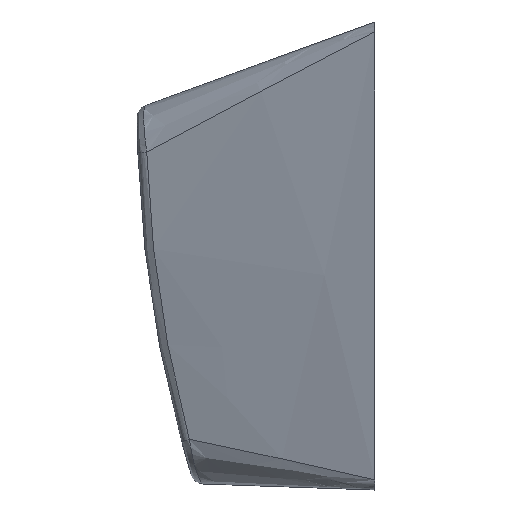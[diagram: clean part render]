
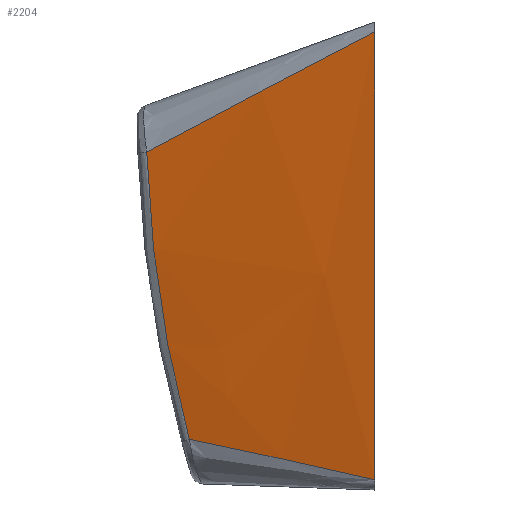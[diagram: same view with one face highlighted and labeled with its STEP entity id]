
A CAD part, left-side view. The second image highlights one B-rep face of the part: STEP entity #2204.
In plain terms, the highlighted free-form (B-spline) face has degree [3, 1] with [12, 2] control points.
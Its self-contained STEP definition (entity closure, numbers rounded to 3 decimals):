
#1 = CARTESIAN_POINT ( 'NONE',  ( -7.421, 3.884, -7.784 ) ) ;
#9 = CARTESIAN_POINT ( 'NONE',  ( -6.088, 8.824, 4.013 ) ) ;
#136 = CARTESIAN_POINT ( 'NONE',  ( -9.05, 0., -8.655 ) ) ;
#156 = CARTESIAN_POINT ( 'NONE',  ( -6.966, 6.262, 5.383 ) ) ;
#163 = CARTESIAN_POINT ( 'NONE',  ( -7.513, 3.661, -7.833 ) ) ;
#216 = VERTEX_POINT ( 'NONE', #3861 ) ;
#235 = CARTESIAN_POINT ( 'NONE',  ( -5.962, 7.205, -8.798 ) ) ;
#246 = EDGE_CURVE ( 'NONE', #1919, #216, #1819, .T. ) ;
#271 = LINE ( 'NONE', #312, #1756 ) ;
#276 = CARTESIAN_POINT ( 'NONE',  ( -7.55, 4.6, 7.376 ) ) ;
#312 = CARTESIAN_POINT ( 'NONE',  ( -9.05, 0., 9.05 ) ) ;
#344 = CARTESIAN_POINT ( 'NONE',  ( -7.39, 3.961, -7.767 ) ) ;
#345 = CARTESIAN_POINT ( 'NONE',  ( -6.152, 8.639, 4.113 ) ) ;
#423 = CARTESIAN_POINT ( 'NONE',  ( -7.09, 5.896, 5.577 ) ) ;
#454 = CARTESIAN_POINT ( 'NONE',  ( -7.782, 3.012, -7.975 ) ) ;
#507 = CARTESIAN_POINT ( 'NONE',  ( -8.229, 1.943, -8.213 ) ) ;
#606 = CARTESIAN_POINT ( 'NONE',  ( -5.166, 9.063, -8.734 ) ) ;
#627 = B_SPLINE_CURVE_WITH_KNOTS ( 'NONE', 3,
 ( #2830, #3175, #3851, #677, #2078, #3504, #3154, #344, #1, #1414, #163, #3631, #454, #1518, #1888, #1574, #2641, #507, #4363, #4338, #2556, #856, #136 ),
 .UNSPECIFIED., .F., .F.,
 ( 4, 2, 2, 2, 2, 2, 2, 2, 1, 2, 2, 4 ),
 ( 0.045, 0.284, 0.403, 0.463, 0.493, 0.523, 0.642, 0.702, 0.732, 0.746, 0.761, 1. ),
 .UNSPECIFIED. ) ;
#677 = CARTESIAN_POINT ( 'NONE',  ( -6.923, 5.1, -7.522 ) ) ;
#824 = CARTESIAN_POINT ( 'NONE',  ( -9.05, 0., 8.668 ) ) ;
#856 = CARTESIAN_POINT ( 'NONE',  ( -8.758, 0.686, -8.497 ) ) ;
#875 = CARTESIAN_POINT ( 'NONE',  ( -6.623, 7.271, 4.846 ) ) ;
#908 = B_SPLINE_CURVE_WITH_KNOTS ( 'NONE', 3,
 ( #824, #2989, #2175, #1912, #3331, #423, #156, #3929, #1834, #3254, #1218, #3704, #875, #2286, #2634, #4055, #2496, #1733, #2851, #2457, #345, #4278, #3155 ),
 .UNSPECIFIED., .F., .F.,
 ( 4, 2, 2, 2, 2, 2, 1, 2, 2, 2, 2, 4 ),
 ( 0., 0.481, 0.602, 0.722, 0.737, 0.752, 0.782, 0.842, 0.872, 0.902, 0.932, 0.963 ),
 .UNSPECIFIED. ) ;
#909 = CARTESIAN_POINT ( 'NONE',  ( -8.808, 0.742, 8.78 ) ) ;
#934 = FACE_OUTER_BOUND ( 'NONE', #2394, .T. ) ;
#955 = CARTESIAN_POINT ( 'NONE',  ( -5.471, 8.352, -8.758 ) ) ;
#1004 = CARTESIAN_POINT ( 'NONE',  ( -9.05, 0., -8.655 ) ) ;
#1150 = ORIENTED_EDGE ( 'NONE', *, *, #2017, .T. ) ;
#1218 = CARTESIAN_POINT ( 'NONE',  ( -6.766, 6.849, 5.07 ) ) ;
#1304 = CARTESIAN_POINT ( 'NONE',  ( -9.05, 0., 9.05 ) ) ;
#1345 = ORIENTED_EDGE ( 'NONE', *, *, #2401, .T. ) ;
#1414 = CARTESIAN_POINT ( 'NONE',  ( -7.485, 3.73, -7.818 ) ) ;
#1518 = CARTESIAN_POINT ( 'NONE',  ( -7.97, 2.561, -8.075 ) ) ;
#1574 = CARTESIAN_POINT ( 'NONE',  ( -8.131, 2.177, -8.161 ) ) ;
#1646 = CARTESIAN_POINT ( 'NONE',  ( -5.968, 9.451, 5.61 ) ) ;
#1666 = CARTESIAN_POINT ( 'NONE',  ( -4.979, 9.499, -8.718 ) ) ;
#1688 = CARTESIAN_POINT ( 'NONE',  ( -6.813, 5.221, -8.868 ) ) ;
#1703 = CARTESIAN_POINT ( 'NONE',  ( -5.994, 7.666, -5.278 ) ) ;
#1722 = DIRECTION ( 'NONE',  ( 0., 0., 1. ) ) ;
#1733 = CARTESIAN_POINT ( 'NONE',  ( -6.313, 8.173, 4.363 ) ) ;
#1741 = CARTESIAN_POINT ( 'NONE',  ( -5.961, 8.049, -3.443 ) ) ;
#1756 = VECTOR ( 'NONE', #1722, 1000. ) ;
#1819 = B_SPLINE_CURVE_WITH_KNOTS ( 'NONE', 3,
 ( #9, #2402, #2839, #1741, #1703, #3126 ),
 .UNSPECIFIED., .F., .F.,
 ( 4, 2, 4 ),
 ( 0., 0.006, 0.011 ),
 .UNSPECIFIED. ) ;
#1834 = CARTESIAN_POINT ( 'NONE',  ( -6.812, 6.715, 5.142 ) ) ;
#1865 = VERTEX_POINT ( 'NONE', #1004 ) ;
#1888 = CARTESIAN_POINT ( 'NONE',  ( -8.034, 2.409, -8.109 ) ) ;
#1912 = CARTESIAN_POINT ( 'NONE',  ( -7.462, 4.79, 6.162 ) ) ;
#1919 = VERTEX_POINT ( 'NONE', #2493 ) ;
#1969 = CARTESIAN_POINT ( 'NONE',  ( -6.787, 6.939, 6.524 ) ) ;
#2011 = CARTESIAN_POINT ( 'NONE',  ( -5.776, 7.64, -8.783 ) ) ;
#2017 = EDGE_CURVE ( 'NONE', #216, #1865, #627, .T. ) ;
#2030 = CARTESIAN_POINT ( 'NONE',  ( -8.791, 0.604, -9.029 ) ) ;
#2078 = CARTESIAN_POINT ( 'NONE',  ( -7.046, 4.799, -7.587 ) ) ;
#2175 = CARTESIAN_POINT ( 'NONE',  ( -8.095, 2.901, 7.158 ) ) ;
#2204 = ADVANCED_FACE ( 'NONE', ( #934 ), #4163, .F. ) ;
#2286 = CARTESIAN_POINT ( 'NONE',  ( -6.528, 7.546, 4.699 ) ) ;
#2341 = CARTESIAN_POINT ( 'NONE',  ( -8.287, 1.779, -8.988 ) ) ;
#2346 = VERTEX_POINT ( 'NONE', #3888 ) ;
#2382 = CARTESIAN_POINT ( 'NONE',  ( -9.05, 0., -9.05 ) ) ;
#2394 = EDGE_LOOP ( 'NONE', ( #1345, #4402, #1150, #3784 ) ) ;
#2401 = EDGE_CURVE ( 'NONE', #2346, #1919, #908, .T. ) ;
#2402 = CARTESIAN_POINT ( 'NONE',  ( -6.018, 8.764, 2.138 ) ) ;
#2457 = CARTESIAN_POINT ( 'NONE',  ( -6.218, 8.448, 4.215 ) ) ;
#2493 = CARTESIAN_POINT ( 'NONE',  ( -6.088, 8.824, 4.013 ) ) ;
#2496 = CARTESIAN_POINT ( 'NONE',  ( -6.343, 8.086, 4.41 ) ) ;
#2556 = CARTESIAN_POINT ( 'NONE',  ( -8.507, 1.281, -8.362 ) ) ;
#2634 = CARTESIAN_POINT ( 'NONE',  ( -6.435, 7.818, 4.553 ) ) ;
#2641 = CARTESIAN_POINT ( 'NONE',  ( -8.179, 2.061, -8.187 ) ) ;
#2763 = CARTESIAN_POINT ( 'NONE',  ( -5.607, 10.56, 5.207 ) ) ;
#2830 = CARTESIAN_POINT ( 'NONE',  ( -6.084, 7.179, -7.089 ) ) ;
#2839 = CARTESIAN_POINT ( 'NONE',  ( -5.973, 8.599, 0.272 ) ) ;
#2851 = CARTESIAN_POINT ( 'NONE',  ( -6.251, 8.355, 4.265 ) ) ;
#2989 = CARTESIAN_POINT ( 'NONE',  ( -8.589, 1.406, 7.938 ) ) ;
#3089 = CARTESIAN_POINT ( 'NONE',  ( -5.245, 11.668, 4.803 ) ) ;
#3112 = CARTESIAN_POINT ( 'NONE',  ( -5.818, 9.912, 5.442 ) ) ;
#3126 = CARTESIAN_POINT ( 'NONE',  ( -6.084, 7.179, -7.089 ) ) ;
#3154 = CARTESIAN_POINT ( 'NONE',  ( -7.295, 4.191, -7.718 ) ) ;
#3155 = CARTESIAN_POINT ( 'NONE',  ( -6.088, 8.824, 4.013 ) ) ;
#3175 = CARTESIAN_POINT ( 'NONE',  ( -6.319, 6.591, -7.209 ) ) ;
#3254 = CARTESIAN_POINT ( 'NONE',  ( -6.781, 6.805, 5.094 ) ) ;
#3331 = CARTESIAN_POINT ( 'NONE',  ( -7.338, 5.159, 5.967 ) ) ;
#3362 = CARTESIAN_POINT ( 'NONE',  ( -6.292, 8.458, 5.972 ) ) ;
#3418 = CARTESIAN_POINT ( 'NONE',  ( -6.309, 6.396, -8.827 ) ) ;
#3438 = CARTESIAN_POINT ( 'NONE',  ( -5.395, 11.208, 4.971 ) ) ;
#3504 = CARTESIAN_POINT ( 'NONE',  ( -7.233, 4.343, -7.685 ) ) ;
#3631 = CARTESIAN_POINT ( 'NONE',  ( -7.661, 3.305, -7.911 ) ) ;
#3704 = CARTESIAN_POINT ( 'NONE',  ( -6.718, 6.99, 4.995 ) ) ;
#3760 = CARTESIAN_POINT ( 'NONE',  ( -7.55, 3.5, -8.928 ) ) ;
#3784 = ORIENTED_EDGE ( 'NONE', *, *, #4333, .T. ) ;
#3851 = CARTESIAN_POINT ( 'NONE',  ( -6.557, 5.999, -7.332 ) ) ;
#3861 = CARTESIAN_POINT ( 'NONE',  ( -6.084, 7.179, -7.089 ) ) ;
#3888 = CARTESIAN_POINT ( 'NONE',  ( -9.05, 0., 8.668 ) ) ;
#3929 = CARTESIAN_POINT ( 'NONE',  ( -6.827, 6.67, 5.166 ) ) ;
#4055 = CARTESIAN_POINT ( 'NONE',  ( -6.405, 7.907, 4.505 ) ) ;
#4163 = B_SPLINE_SURFACE_WITH_KNOTS ( 'NONE', 3, 1, ( 
 ( #2382, #1304 ),
 ( #2030, #909 ),
 ( #2341, #4447 ),
 ( #3760, #276 ),
 ( #1688, #1969 ),
 ( #3418, #3362 ),
 ( #235, #1646 ),
 ( #2011, #3112 ),
 ( #955, #2763 ),
 ( #606, #3438 ),
 ( #1666, #3089 ),
 ( #4541, #4516 ) ),
 .UNSPECIFIED., .F., .F., .F.,
 ( 4, 1, 1, 1, 2, 1, 1, 1, 4 ),
 ( 2, 2 ),
 ( 0., 0.187, 0.373, 0.56, 0.747, 0.81, 0.873, 0.937, 1. ),
 ( 0., 1. ),
 .UNSPECIFIED. ) ;
#4278 = CARTESIAN_POINT ( 'NONE',  ( -6.121, 8.731, 4.063 ) ) ;
#4333 = EDGE_CURVE ( 'NONE', #1865, #2346, #271, .T. ) ;
#4338 = CARTESIAN_POINT ( 'NONE',  ( -8.274, 1.834, -8.238 ) ) ;
#4363 = CARTESIAN_POINT ( 'NONE',  ( -8.262, 1.864, -8.231 ) ) ;
#4402 = ORIENTED_EDGE ( 'NONE', *, *, #246, .T. ) ;
#4447 = CARTESIAN_POINT ( 'NONE',  ( -8.313, 2.261, 8.227 ) ) ;
#4516 = CARTESIAN_POINT ( 'NONE',  ( -5.163, 11.92, 4.712 ) ) ;
#4541 = CARTESIAN_POINT ( 'NONE',  ( -4.891, 9.703, -8.711 ) ) ;
